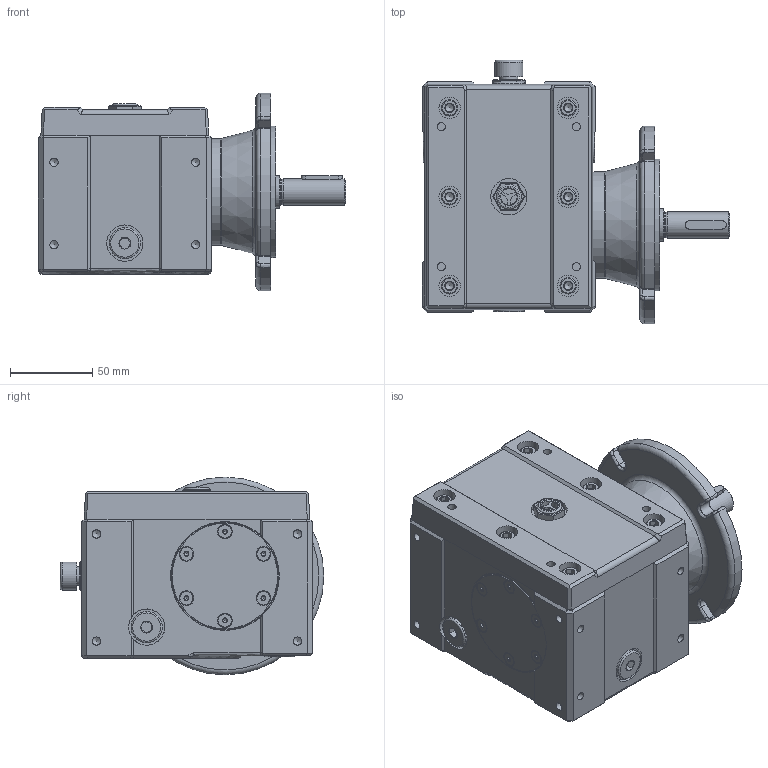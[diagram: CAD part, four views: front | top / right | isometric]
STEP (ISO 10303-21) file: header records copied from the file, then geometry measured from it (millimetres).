
FILE_DESCRIPTION( ( 'Unknown' ), '1' );
FILE_NAME( '2-11MG.stp', 'Unknown', ( 'Unknown' ), ( 'Unknown' ), 'PSStep 13.0', 'Unknown', ' ' );
FILE_SCHEMA( ( 'AUTOMOTIVE_DESIGN { 1 0 10303 214 1 1 1 1 }' ) );
Length unit declared in the file: millimetre
Products named in the file (1): Geh_S_duse
Bounding box: 186.5 x 160 x 120 mm (x, y, z)
Volume: 1607814.2 mm3; surface area: 132803.7 mm2
Topology: 1 solids, 19 shells, 808 faces, 1929 edges, 1227 vertices
Faces by surface type: plane 424, cylinder 153, cone 151, torus 40, bspline 24, extrusion 16
Full cylindrical faces by diameter (mm): 3.3 x12, 4 x12, 4.5 x12, 5 x26, 6 x6, 6.6 x6, 7 x4, 8 x12, 10 x7, 11 x1, 12 x1, 13 x6, 15.6 x1, 16 x1, 17 x3, 19 x5, 20 x1, 21 x1, 22 x7, 35 x1, 50 x1, 65 x3, 66 x3, 80 x1
Entity records: 37584 total; most frequent: CARTESIAN_POINT 14581, DIRECTION 3286, ORIENTED_EDGE 3022, EDGE_CURVE 1511, AXIS2_PLACEMENT_3D 1273, EDGE_LOOP 1175, VERTEX_POINT 1138, FACE_OUTER_BOUND 977
